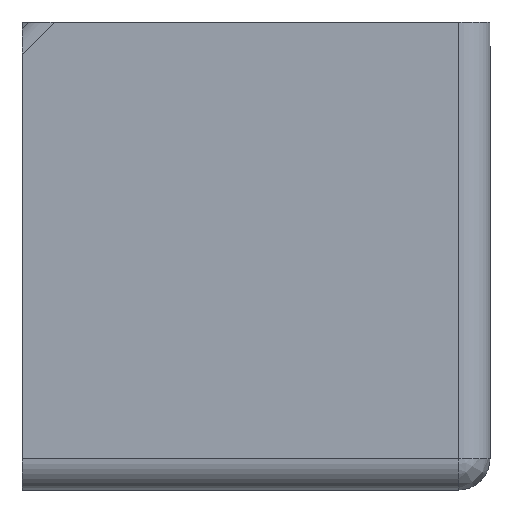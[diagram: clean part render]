
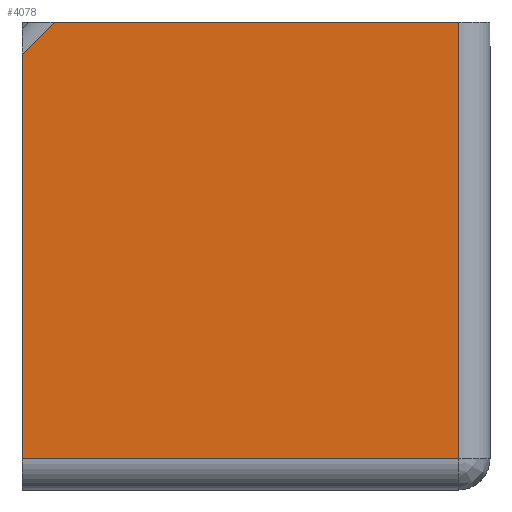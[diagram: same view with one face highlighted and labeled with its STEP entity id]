
A CAD part, left-side view. The second image highlights one B-rep face of the part: STEP entity #4078.
In plain terms, the highlighted planar face has unit normal (-1, 0, 0).
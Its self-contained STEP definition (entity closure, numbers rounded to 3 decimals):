
#39 = VECTOR ( 'NONE', #1623, 1000. ) ;
#40 = ORIENTED_EDGE ( 'NONE', *, *, #6447, .F. ) ;
#633 = DIRECTION ( 'NONE',  ( 0., 0., 1. ) ) ;
#864 = LINE ( 'NONE', #5153, #39 ) ;
#1218 = CARTESIAN_POINT ( 'NONE',  ( 0., 41.889, 45. ) ) ;
#1476 = LINE ( 'NONE', #8661, #8020 ) ;
#1623 = DIRECTION ( 'NONE',  ( 0., 1., 0. ) ) ;
#2047 = CARTESIAN_POINT ( 'NONE',  ( 0., 45., 41.889 ) ) ;
#2051 = VERTEX_POINT ( 'NONE', #8451 ) ;
#2217 = CARTESIAN_POINT ( 'NONE',  ( 0., 45., 45. ) ) ;
#2359 = PLANE ( 'NONE',  #3261 ) ;
#2435 = DIRECTION ( 'NONE',  ( 0., 0., -1. ) ) ;
#2520 = DIRECTION ( 'NONE',  ( 1., 0., 0. ) ) ;
#3261 = AXIS2_PLACEMENT_3D ( 'NONE', #3358, #2520, #2435 ) ;
#3358 = CARTESIAN_POINT ( 'NONE',  ( 0., 0., 45. ) ) ;
#3496 = CARTESIAN_POINT ( 'NONE',  ( 0., 0., 45. ) ) ;
#4078 = ADVANCED_FACE ( 'NONE', ( #6130 ), #2359, .F. ) ;
#4204 = EDGE_CURVE ( 'NONE', #9425, #6826, #9089, .T. ) ;
#4664 = DIRECTION ( 'NONE',  ( 0., -0.707, 0.707 ) ) ;
#4775 = EDGE_CURVE ( 'NONE', #8096, #9425, #8701, .T. ) ;
#5153 = CARTESIAN_POINT ( 'NONE',  ( 0., 0., 3. ) ) ;
#5272 = EDGE_CURVE ( 'NONE', #6826, #5833, #8196, .T. ) ;
#5552 = CARTESIAN_POINT ( 'NONE',  ( 0., 45., 41.889 ) ) ;
#5833 = VERTEX_POINT ( 'NONE', #8744 ) ;
#6130 = FACE_OUTER_BOUND ( 'NONE', #7830, .T. ) ;
#6447 = EDGE_CURVE ( 'NONE', #5833, #2051, #1476, .T. ) ;
#6688 = VECTOR ( 'NONE', #4664, 1000. ) ;
#6826 = VERTEX_POINT ( 'NONE', #1218 ) ;
#6937 = ORIENTED_EDGE ( 'NONE', *, *, #4775, .F. ) ;
#7645 = ORIENTED_EDGE ( 'NONE', *, *, #5272, .F. ) ;
#7778 = VECTOR ( 'NONE', #8829, 1000. ) ;
#7830 = EDGE_LOOP ( 'NONE', ( #6937, #9618, #40, #7645, #8460 ) ) ;
#8020 = VECTOR ( 'NONE', #9660, 1000. ) ;
#8096 = VERTEX_POINT ( 'NONE', #10031 ) ;
#8196 = LINE ( 'NONE', #3496, #7778 ) ;
#8328 = EDGE_CURVE ( 'NONE', #2051, #8096, #864, .T. ) ;
#8451 = CARTESIAN_POINT ( 'NONE',  ( 0., 3., 3. ) ) ;
#8460 = ORIENTED_EDGE ( 'NONE', *, *, #4204, .F. ) ;
#8544 = VECTOR ( 'NONE', #633, 1000. ) ;
#8661 = CARTESIAN_POINT ( 'NONE',  ( 0., 3., 45. ) ) ;
#8701 = LINE ( 'NONE', #2217, #8544 ) ;
#8744 = CARTESIAN_POINT ( 'NONE',  ( 0., 3., 45. ) ) ;
#8829 = DIRECTION ( 'NONE',  ( 0., -1., 0. ) ) ;
#9089 = LINE ( 'NONE', #2047, #6688 ) ;
#9425 = VERTEX_POINT ( 'NONE', #5552 ) ;
#9618 = ORIENTED_EDGE ( 'NONE', *, *, #8328, .F. ) ;
#9660 = DIRECTION ( 'NONE',  ( 0., 0., -1. ) ) ;
#10031 = CARTESIAN_POINT ( 'NONE',  ( 0., 45., 3. ) ) ;
